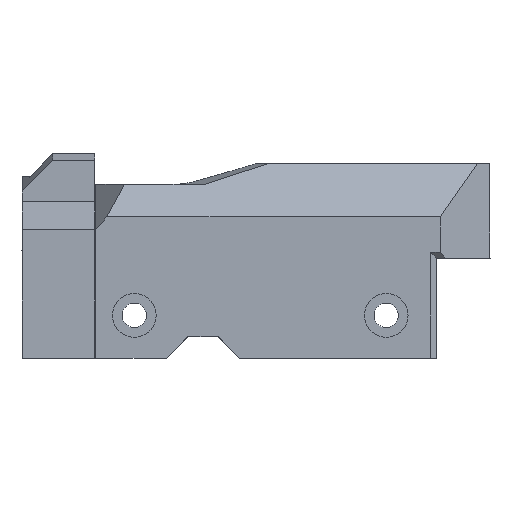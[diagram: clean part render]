
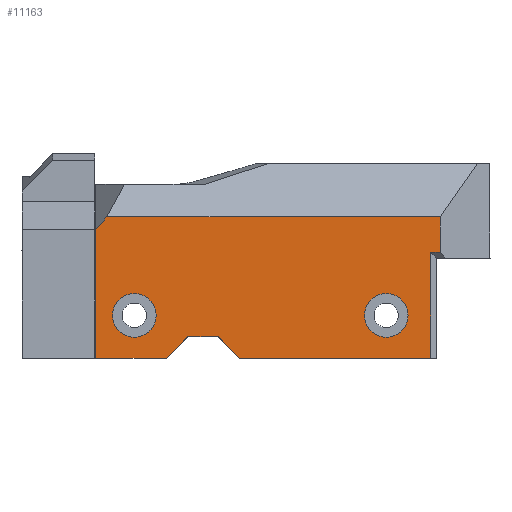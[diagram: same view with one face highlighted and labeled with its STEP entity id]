
A CAD part, left-side view. The second image highlights one B-rep face of the part: STEP entity #11163.
In plain terms, the highlighted planar face has unit normal (-1, 0, 0).
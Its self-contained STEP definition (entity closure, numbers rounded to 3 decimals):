
#969=FACE_BOUND('',#2348,.T.);
#970=FACE_BOUND('',#2349,.T.);
#1102=PLANE('',#12159);
#1694=FACE_OUTER_BOUND('',#2347,.T.);
#2347=EDGE_LOOP('',(#10008,#10009,#10010,#10011,#10012,#10013,#10014,#10015,
#10016,#10017,#10018));
#2348=EDGE_LOOP('',(#10019));
#2349=EDGE_LOOP('',(#10020));
#2984=LINE('',#34250,#3554);
#2991=LINE('',#34264,#3561);
#3010=LINE('',#34312,#3580);
#3019=LINE('',#34346,#3589);
#3022=LINE('',#34350,#3592);
#3069=LINE('',#34750,#3639);
#3070=LINE('',#34752,#3640);
#3071=LINE('',#34754,#3641);
#3072=LINE('',#34756,#3642);
#3073=LINE('',#34758,#3643);
#3074=LINE('',#34759,#3644);
#3554=VECTOR('',#14212,10.);
#3561=VECTOR('',#14221,10.);
#3580=VECTOR('',#14260,10.);
#3589=VECTOR('',#14299,10.);
#3592=VECTOR('',#14304,10.);
#3639=VECTOR('',#14415,10.);
#3640=VECTOR('',#14416,10.);
#3641=VECTOR('',#14417,10.);
#3642=VECTOR('',#14418,10.);
#3643=VECTOR('',#14419,10.);
#3644=VECTOR('',#14420,10.);
#4147=CIRCLE('',#12160,3.05);
#4148=CIRCLE('',#12161,3.05);
#5111=VERTEX_POINT('',#34247);
#5112=VERTEX_POINT('',#34249);
#5114=VERTEX_POINT('',#34255);
#5118=VERTEX_POINT('',#34262);
#5137=VERTEX_POINT('',#34311);
#5147=VERTEX_POINT('',#34345);
#5204=VERTEX_POINT('',#34749);
#5205=VERTEX_POINT('',#34751);
#5206=VERTEX_POINT('',#34753);
#5207=VERTEX_POINT('',#34755);
#5208=VERTEX_POINT('',#34757);
#5209=VERTEX_POINT('',#34760);
#5210=VERTEX_POINT('',#34762);
#6715=EDGE_CURVE('',#5111,#5112,#2984,.F.);
#6722=EDGE_CURVE('',#5118,#5114,#2991,.F.);
#6745=EDGE_CURVE('',#5137,#5114,#3010,.T.);
#6762=EDGE_CURVE('',#5147,#5137,#3019,.T.);
#6765=EDGE_CURVE('',#5111,#5147,#3022,.T.);
#6840=EDGE_CURVE('',#5204,#5118,#3069,.F.);
#6841=EDGE_CURVE('',#5205,#5204,#3070,.F.);
#6842=EDGE_CURVE('',#5205,#5206,#3071,.T.);
#6843=EDGE_CURVE('',#5207,#5206,#3072,.F.);
#6844=EDGE_CURVE('',#5208,#5207,#3073,.F.);
#6845=EDGE_CURVE('',#5208,#5112,#3074,.T.);
#6846=EDGE_CURVE('',#5209,#5209,#4147,.F.);
#6847=EDGE_CURVE('',#5210,#5210,#4148,.F.);
#10008=ORIENTED_EDGE('',*,*,#6745,.T.);
#10009=ORIENTED_EDGE('',*,*,#6722,.F.);
#10010=ORIENTED_EDGE('',*,*,#6840,.F.);
#10011=ORIENTED_EDGE('',*,*,#6841,.F.);
#10012=ORIENTED_EDGE('',*,*,#6842,.T.);
#10013=ORIENTED_EDGE('',*,*,#6843,.F.);
#10014=ORIENTED_EDGE('',*,*,#6844,.F.);
#10015=ORIENTED_EDGE('',*,*,#6845,.T.);
#10016=ORIENTED_EDGE('',*,*,#6715,.F.);
#10017=ORIENTED_EDGE('',*,*,#6765,.T.);
#10018=ORIENTED_EDGE('',*,*,#6762,.T.);
#10019=ORIENTED_EDGE('',*,*,#6846,.T.);
#10020=ORIENTED_EDGE('',*,*,#6847,.T.);
#11163=ADVANCED_FACE('',(#1694,#969,#970),#1102,.T.);
#12159=AXIS2_PLACEMENT_3D('',#34748,#14413,#14414);
#12160=AXIS2_PLACEMENT_3D('',#34761,#14421,#14422);
#12161=AXIS2_PLACEMENT_3D('',#34763,#14423,#14424);
#14212=DIRECTION('',(0.,0.,1.));
#14221=DIRECTION('',(0.,0.,1.));
#14260=DIRECTION('',(0.,-0.707,0.707));
#14299=DIRECTION('',(0.,0.,1.));
#14304=DIRECTION('',(0.,0.707,0.707));
#14413=DIRECTION('center_axis',(-1.,0.,0.));
#14414=DIRECTION('ref_axis',(0.,-1.,0.));
#14415=DIRECTION('',(0.,1.,0.));
#14416=DIRECTION('',(0.,0.,1.));
#14417=DIRECTION('',(0.,1.,0.));
#14418=DIRECTION('',(0.,0.,-1.));
#14419=DIRECTION('',(0.,-0.752,-0.659));
#14420=DIRECTION('',(0.,-1.,0.));
#14421=DIRECTION('center_axis',(-1.,0.,0.));
#14422=DIRECTION('ref_axis',(0.,0.,
1.));
#14423=DIRECTION('center_axis',(-1.,0.,0.));
#14424=DIRECTION('ref_axis',(0.,0.,
1.));
#34247=CARTESIAN_POINT('',(-37.999,3.101,-42.841));
#34249=CARTESIAN_POINT('',(-37.999,3.101,-52.7));
#34250=CARTESIAN_POINT('',(-37.999,3.101,-17.625));
#34255=CARTESIAN_POINT('',(-37.999,3.101,-32.559));
#34262=CARTESIAN_POINT('',(-37.999,3.101,-5.9));
#34264=CARTESIAN_POINT('',(-37.999,3.101,-17.625));
#34311=CARTESIAN_POINT('',(-37.999,6.101,-35.559));
#34312=CARTESIAN_POINT('',(-37.999,-0.764,-28.694));
#34345=CARTESIAN_POINT('',(-37.999,6.101,-39.841));
#34346=CARTESIAN_POINT('',(-37.999,6.101,-17.879));
#34350=CARTESIAN_POINT('',(-37.999,19.486,-26.456));
#34748=CARTESIAN_POINT('Origin',(-37.999,20.001,-0.2));
#34749=CARTESIAN_POINT('',(-37.999,17.901,-5.9));
#34750=CARTESIAN_POINT('',(-37.999,17.526,-5.9));
#34751=CARTESIAN_POINT('',(-37.999,17.901,-4.541));
#34752=CARTESIAN_POINT('',(-37.999,17.901,-1.976));
#34753=CARTESIAN_POINT('',(-37.999,22.878,-4.541));
#34754=CARTESIAN_POINT('',(-37.999,38.638,-4.541));
#34755=CARTESIAN_POINT('',(-37.999,22.878,-51.142));
#34756=CARTESIAN_POINT('',(-37.999,22.878,-6.438));
#34757=CARTESIAN_POINT('',(-37.999,21.1,-52.7));
#34758=CARTESIAN_POINT('',(-37.999,40.726,-35.502));
#34759=CARTESIAN_POINT('',(-37.999,27.5,-52.7));
#34760=CARTESIAN_POINT('',(-37.999,9.101,-15.15));
#34761=CARTESIAN_POINT('Origin',(-37.999,9.101,-12.1));
#34762=CARTESIAN_POINT('',(-37.999,9.101,-50.35));
#34763=CARTESIAN_POINT('Origin',(-37.999,9.101,-47.3));
